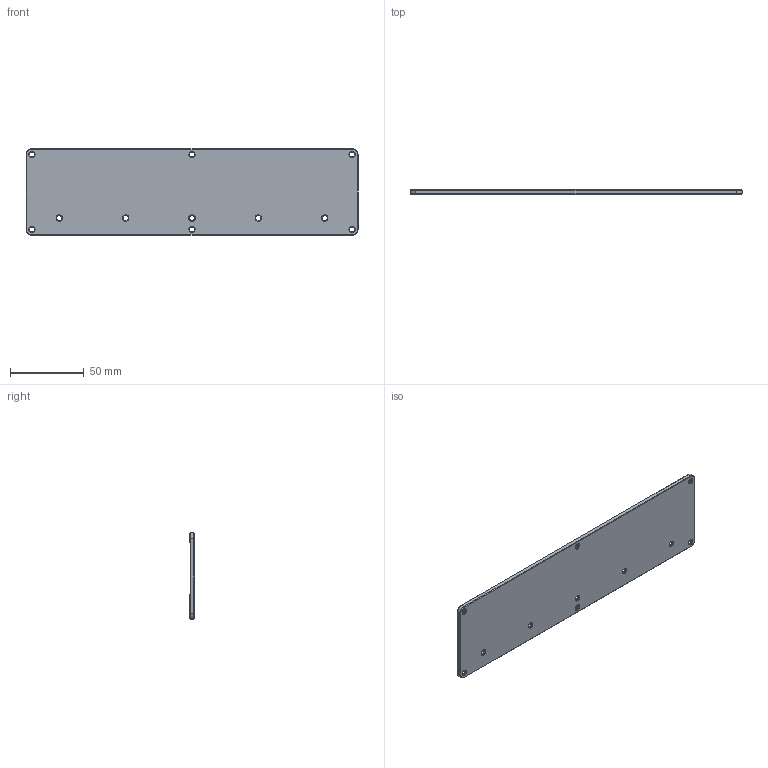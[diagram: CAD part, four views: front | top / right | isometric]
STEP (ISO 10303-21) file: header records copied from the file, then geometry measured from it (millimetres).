
FILE_DESCRIPTION (( 'STEP AP214' ), '1' );
FILE_NAME ('Topplate 35mm sticker.STEP', '2024-01-05T15:09:38', ( '' ), ( '' ), 'SwSTEP 2.0', 'SolidWorks 2024', '' );
FILE_SCHEMA (( 'AUTOMOTIVE_DESIGN' ));
Length unit declared in the file: millimetre
Products named in the file (1): Topplate 35mm sticker
Bounding box: 225 x 3 x 58.75 mm (x, y, z)
Volume: 37313.2 mm3; surface area: 27952.4 mm2
Topology: 1 solids, 1 shells, 102 faces, 254 edges, 148 vertices
Faces by surface type: cone 52, cylinder 26, plane 24
Entity records: 3081 total; most frequent: CARTESIAN_POINT 559, DIRECTION 552, ORIENTED_EDGE 508, EDGE_CURVE 254, AXIS2_PLACEMENT_3D 213, VERTEX_POINT 148, LINE 126, VECTOR 126
